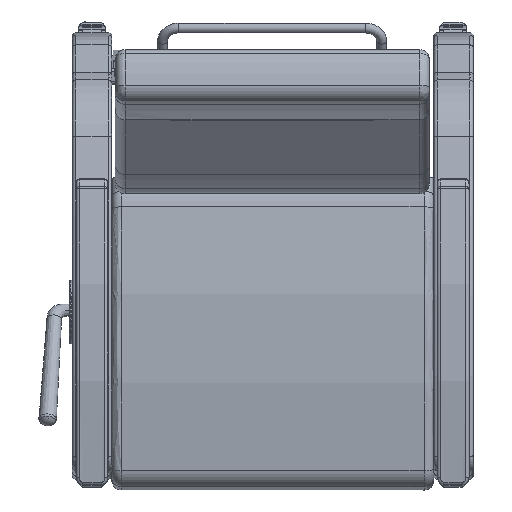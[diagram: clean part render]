
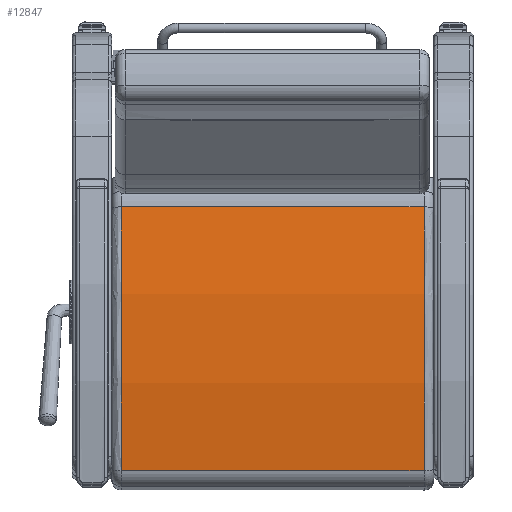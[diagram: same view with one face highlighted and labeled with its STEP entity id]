
A CAD part, front view. The second image highlights one B-rep face of the part: STEP entity #12847.
In plain terms, the highlighted free-form (B-spline) face has degree [1, 2] with [2, 3] control points.
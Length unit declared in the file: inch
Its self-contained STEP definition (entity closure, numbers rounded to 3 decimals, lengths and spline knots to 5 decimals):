
#28=(
BOUNDED_SURFACE()
B_SPLINE_SURFACE(1,2,((#21814,#21815,#21816),(#21817,#21818,#21819)),
 .UNSPECIFIED.,.F.,.F.,.F.)
B_SPLINE_SURFACE_WITH_KNOTS((2,2),(3,3),(-0.19254,0.19254),
(1.36178,1.69928),.UNSPECIFIED.)
GEOMETRIC_REPRESENTATION_ITEM()
RATIONAL_B_SPLINE_SURFACE(((1.,0.986,1.),(1.,0.986,
1.)))
REPRESENTATION_ITEM('')
SURFACE()
);
#1140=ELLIPSE('',#14272,60.05357,60.);
#1150=ELLIPSE('',#14300,60.05357,60.);
#1457=LINE('',#21812,#2248);
#1458=LINE('',#21821,#2249);
#2248=VECTOR('',#16647,0.3937);
#2249=VECTOR('',#16650,0.3937);
#3222=FACE_OUTER_BOUND('',#4117,.T.);
#4117=EDGE_LOOP('',(#9513,#9514,#9515,#9516));
#5916=VERTEX_POINT('',#21604);
#5917=VERTEX_POINT('',#21605);
#5942=VERTEX_POINT('',#21811);
#5943=VERTEX_POINT('',#21820);
#7225=EDGE_CURVE('',#5916,#5917,#1140,.T.);
#7263=EDGE_CURVE('',#5917,#5942,#1457,.T.);
#7265=EDGE_CURVE('',#5916,#5943,#1458,.T.);
#7266=EDGE_CURVE('',#5942,#5943,#1150,.T.);
#9513=ORIENTED_EDGE('',*,*,#7225,.F.);
#9514=ORIENTED_EDGE('',*,*,#7265,.T.);
#9515=ORIENTED_EDGE('',*,*,#7266,.F.);
#9516=ORIENTED_EDGE('',*,*,#7263,.F.);
#12847=ADVANCED_FACE('',(#3222),#28,.F.);
#14272=AXIS2_PLACEMENT_3D('',#21606,#16579,#16580);
#14300=AXIS2_PLACEMENT_3D('',#21822,#16651,#16652);
#16579=DIRECTION('center_axis',(0.,0.,-1.));
#16580=DIRECTION('ref_axis',(1.,0.,0.));
#16647=DIRECTION('',(0.,0.,1.));
#16650=DIRECTION('',(0.,0.,1.));
#16651=DIRECTION('center_axis',(0.,0.,1.));
#16652=DIRECTION('ref_axis',(1.,0.,0.));
#21604=CARTESIAN_POINT('',(-10.04459,1.25621,-11.5625));
#21605=CARTESIAN_POINT('',(10.1114,0.44486,-11.5625));
#21606=CARTESIAN_POINT('Origin',(-2.34979,-58.24922,-11.5625));
#21811=CARTESIAN_POINT('',(10.1114,0.44486,11.5625));
#21812=CARTESIAN_POINT('',(10.1114,0.44486,0.));
#21814=CARTESIAN_POINT('Ctrl Pts',(10.1114,0.44486,-11.5625));
#21815=CARTESIAN_POINT('Ctrl Pts',(0.10258,2.56602,-11.5625));
#21816=CARTESIAN_POINT('Ctrl Pts',(-10.04459,1.25621,-11.5625));
#21817=CARTESIAN_POINT('Ctrl Pts',(10.1114,0.44486,11.5625));
#21818=CARTESIAN_POINT('Ctrl Pts',(0.10258,2.56602,11.5625));
#21819=CARTESIAN_POINT('Ctrl Pts',(-10.04459,1.25621,11.5625));
#21820=CARTESIAN_POINT('',(-10.04459,1.25621,11.5625));
#21821=CARTESIAN_POINT('',(-10.04459,1.25621,0.));
#21822=CARTESIAN_POINT('Origin',(-2.34979,-58.24922,11.5625));
